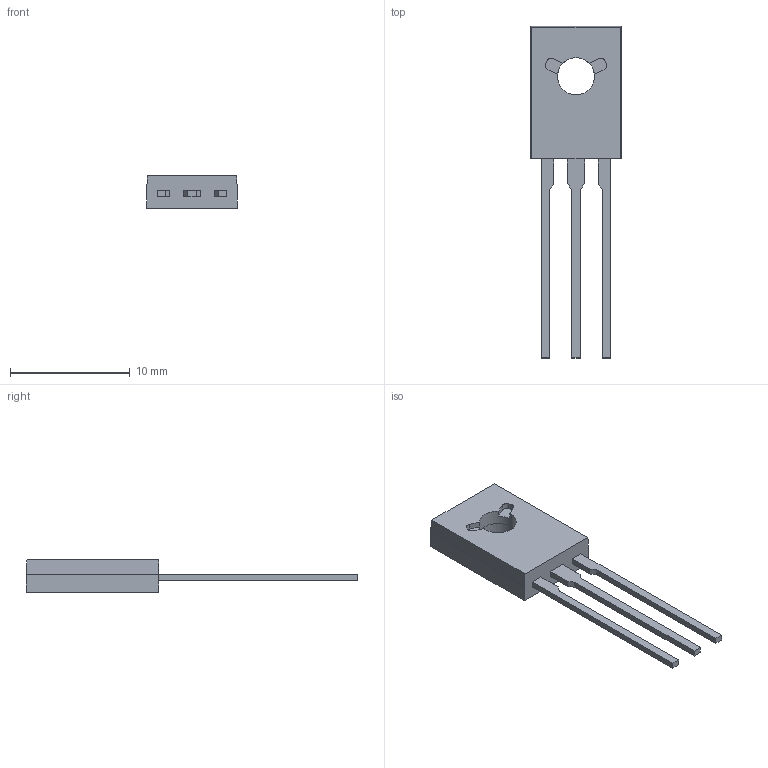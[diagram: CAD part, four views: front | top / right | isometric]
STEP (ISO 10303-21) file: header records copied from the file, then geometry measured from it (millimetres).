
FILE_DESCRIPTION (( 'STEP AP214' ), '1' );
FILE_NAME ('77-09.STEP', '2024-05-14T13:29:05', ( 'LENOVO' ), ( '' ), 'SwSTEP 2.0', 'SolidWorks 2021', '' );
FILE_SCHEMA (( 'AUTOMOTIVE_DESIGN' ));
Length unit declared in the file: millimetre
Products named in the file (1): 77-09
Bounding box: 7.6 x 27.73 x 2.7 mm (x, y, z)
Volume: 224.4 mm3; surface area: 564.7 mm2
Topology: 5 solids, 5 shells, 67 faces, 166 edges, 110 vertices
Faces by surface type: plane 58, cylinder 9
Entity records: 2044 total; most frequent: CARTESIAN_POINT 344, ORIENTED_EDGE 332, DIRECTION 324, EDGE_CURVE 166, LINE 144, VECTOR 144, VERTEX_POINT 110, AXIS2_PLACEMENT_3D 90
